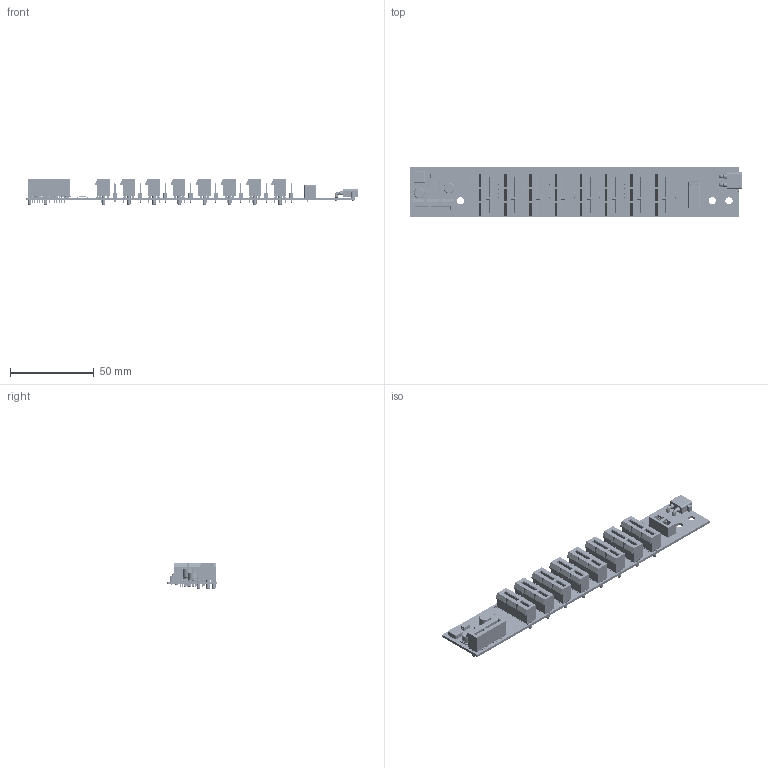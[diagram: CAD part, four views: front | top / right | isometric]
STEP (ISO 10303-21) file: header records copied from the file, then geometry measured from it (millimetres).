
FILE_DESCRIPTION(('KiCad electronic assembly'),'2;1');
FILE_NAME('backplane.step','2024-06-27T20:35:30',('Pcbnew'),('Kicad'), 'Open CASCADE STEP processor 7.7','KiCad to STEP converter','Unknown' );
FILE_SCHEMA(('AUTOMOTIVE_DESIGN { 1 0 10303 214 1 1 1 1 }'));
Length unit declared in the file: millimetre
Products named in the file (30): backplane 1; PinHeader_1x04_P2.54mm_Vertical; PinHeader_1x04_P254mm_Vertical; L_Sunlord_MWSA0603S; CQ assembly; 10018783-10210TLF; 1001878310110TLF; D_SMA; CP_Elec_6.3x5.4_Nichicon; CP_Elec_63x54_Nichicon; C_0603_1608Metric; R_0603_1608Metric; LED_0603_1608Metric; TSSOP-24_4.4x7.8mm_P0.65mm; TSSOP_24_44x78mm_P065mm; Fuseholder_Blade_Mini_Keystone_3568; A_Keystone_3568; CP_Elec_6.3x7.7; CP_Elec_63x77; XT30PW-M; HTSOP-8-1EP_3.9x4.9mm_Pitch1.27mm; HTSOP_8_1EP_39x49mm_Pitch127mm; C_1206_3216Metric; backplane_PCB
Assembly tree (46 placements, depth 3):
  backplane 1
    PinHeader_1x04_P2.54mm_Vertical  x8
      PinHeader_1x04_P254mm_Vertical
    L_Sunlord_MWSA0603S
      CQ assembly
    10018783-10210TLF  x9
      1001878310110TLF
    D_SMA
      D_SMA
    CP_Elec_6.3x5.4_Nichicon
      CP_Elec_63x54_Nichicon
    C_0603_1608Metric
      C_0603_1608Metric
    R_0603_1608Metric  x3
      R_0603_1608Metric
    LED_0603_1608Metric
      LED_0603_1608Metric
    TSSOP-24_4.4x7.8mm_P0.65mm
      TSSOP_24_44x78mm_P065mm
    Fuseholder_Blade_Mini_Keystone_3568
      A_Keystone_3568
    CP_Elec_6.3x7.7
      CP_Elec_63x77
    XT30PW-M
      XT30PW-M
    HTSOP-8-1EP_3.9x4.9mm_Pitch1.27mm
      HTSOP_8_1EP_39x49mm_Pitch127mm
    C_1206_3216Metric
      C_1206_3216Metric
    backplane_PCB
Bounding box: 197.75 x 29.5 x 15.8 mm (x, y, z)
Volume: 26854.9 mm3; surface area: 33438.5 mm2
Topology: 364 solids, 364 shells, 8398 faces, 21747 edges, 14242 vertices
Faces by surface type: plane 6068, cylinder 2102, bspline 144, cone 62, torus 12, sphere 8, revolution 2
Full cylindrical faces by diameter (mm): 0.2 x1, 0.3 x8, 0.5 x1, 0.78 x324, 1 x34, 1.78 x4, 1.9 x2, 2.4 x18, 4.3 x3, 6.3 x4
Entity records: 89047 total; most frequent: CARTESIAN_POINT 15085, ORIENTED_EDGE 12726, DIRECTION 12678, EDGE_CURVE 6361, LINE 4306, VECTOR 4306, AXIS2_PLACEMENT_3D 4185, VERTEX_POINT 4110
